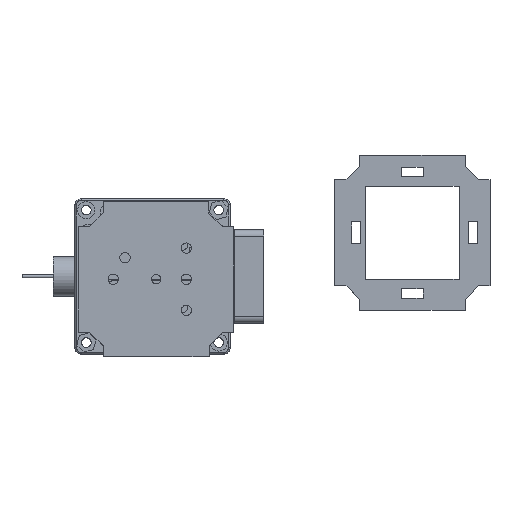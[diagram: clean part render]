
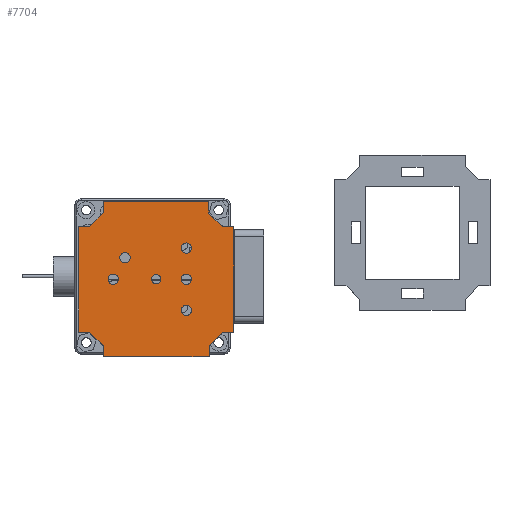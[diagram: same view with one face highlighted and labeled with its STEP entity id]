
A CAD part, top view. The second image highlights one B-rep face of the part: STEP entity #7704.
In plain terms, the highlighted planar face has unit normal (0, 0, 1).
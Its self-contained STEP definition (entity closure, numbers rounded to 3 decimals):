
#297=FACE_BOUND('',#1420,.T.);
#298=FACE_BOUND('',#1421,.T.);
#299=FACE_BOUND('',#1422,.T.);
#300=FACE_BOUND('',#1423,.T.);
#301=FACE_BOUND('',#1424,.T.);
#302=FACE_BOUND('',#1425,.T.);
#549=CIRCLE('',#8463,1.65);
#551=CIRCLE('',#8466,1.65);
#553=CIRCLE('',#8469,1.65);
#555=CIRCLE('',#8472,1.65);
#557=CIRCLE('',#8475,1.65);
#559=CIRCLE('',#8478,1.5);
#930=FACE_OUTER_BOUND('',#1419,.T.);
#1419=EDGE_LOOP('',(#6793,#6794,#6795,#6796,#6797,#6798,#6799,#6800,#6801,
#6802,#6803,#6804,#6805,#6806,#6807,#6808));
#1420=EDGE_LOOP('',(#6809));
#1421=EDGE_LOOP('',(#6810));
#1422=EDGE_LOOP('',(#6811));
#1423=EDGE_LOOP('',(#6812));
#1424=EDGE_LOOP('',(#6813));
#1425=EDGE_LOOP('',(#6814));
#2148=LINE('',#12535,#2964);
#2152=LINE('',#12542,#2968);
#2155=LINE('',#12548,#2971);
#2158=LINE('',#12556,#2974);
#2162=LINE('',#12563,#2978);
#2165=LINE('',#12569,#2981);
#2168=LINE('',#12577,#2984);
#2171=LINE('',#12583,#2987);
#2174=LINE('',#12589,#2990);
#2184=LINE('',#12634,#3000);
#2187=LINE('',#12640,#3003);
#2190=LINE('',#12646,#3006);
#2193=LINE('',#12650,#3009);
#2195=LINE('',#12653,#3011);
#2197=LINE('',#12656,#3013);
#2199=LINE('',#12659,#3015);
#2964=VECTOR('',#10351,10.);
#2968=VECTOR('',#10357,10.);
#2971=VECTOR('',#10362,10.);
#2974=VECTOR('',#10367,10.);
#2978=VECTOR('',#10373,10.);
#2981=VECTOR('',#10378,10.);
#2984=VECTOR('',#10383,10.);
#2987=VECTOR('',#10388,10.);
#2990=VECTOR('',#10393,10.);
#3000=VECTOR('',#10441,10.);
#3003=VECTOR('',#10446,10.);
#3006=VECTOR('',#10451,10.);
#3009=VECTOR('',#10456,10.);
#3011=VECTOR('',#10460,10.);
#3013=VECTOR('',#10464,10.);
#3015=VECTOR('',#10468,10.);
#3713=VERTEX_POINT('',#12532);
#3714=VERTEX_POINT('',#12534);
#3716=VERTEX_POINT('',#12540);
#3718=VERTEX_POINT('',#12546);
#3721=VERTEX_POINT('',#12553);
#3722=VERTEX_POINT('',#12555);
#3724=VERTEX_POINT('',#12561);
#3726=VERTEX_POINT('',#12567);
#3729=VERTEX_POINT('',#12574);
#3730=VERTEX_POINT('',#12576);
#3732=VERTEX_POINT('',#12582);
#3734=VERTEX_POINT('',#12588);
#3736=VERTEX_POINT('',#12594);
#3738=VERTEX_POINT('',#12600);
#3740=VERTEX_POINT('',#12606);
#3742=VERTEX_POINT('',#12612);
#3744=VERTEX_POINT('',#12618);
#3746=VERTEX_POINT('',#12624);
#3749=VERTEX_POINT('',#12631);
#3750=VERTEX_POINT('',#12633);
#3752=VERTEX_POINT('',#12639);
#3754=VERTEX_POINT('',#12645);
#4726=EDGE_CURVE('',#3714,#3713,#2148,.T.);
#4730=EDGE_CURVE('',#3713,#3716,#2152,.T.);
#4733=EDGE_CURVE('',#3716,#3718,#2155,.T.);
#4736=EDGE_CURVE('',#3722,#3721,#2158,.T.);
#4740=EDGE_CURVE('',#3721,#3724,#2162,.T.);
#4743=EDGE_CURVE('',#3724,#3726,#2165,.T.);
#4746=EDGE_CURVE('',#3730,#3729,#2168,.T.);
#4749=EDGE_CURVE('',#3732,#3730,#2171,.T.);
#4752=EDGE_CURVE('',#3734,#3732,#2174,.T.);
#4756=EDGE_CURVE('',#3736,#3736,#549,.T.);
#4759=EDGE_CURVE('',#3738,#3738,#551,.T.);
#4762=EDGE_CURVE('',#3740,#3740,#553,.T.);
#4765=EDGE_CURVE('',#3742,#3742,#555,.T.);
#4768=EDGE_CURVE('',#3744,#3744,#557,.T.);
#4771=EDGE_CURVE('',#3746,#3746,#559,.T.);
#4774=EDGE_CURVE('',#3750,#3749,#2184,.T.);
#4777=EDGE_CURVE('',#3752,#3750,#2187,.T.);
#4780=EDGE_CURVE('',#3754,#3752,#2190,.T.);
#4783=EDGE_CURVE('',#3726,#3754,#2193,.T.);
#4785=EDGE_CURVE('',#3718,#3722,#2195,.T.);
#4787=EDGE_CURVE('',#3729,#3714,#2197,.T.);
#4789=EDGE_CURVE('',#3749,#3734,#2199,.T.);
#6793=ORIENTED_EDGE('',*,*,#4789,.T.);
#6794=ORIENTED_EDGE('',*,*,#4752,.T.);
#6795=ORIENTED_EDGE('',*,*,#4749,.T.);
#6796=ORIENTED_EDGE('',*,*,#4746,.T.);
#6797=ORIENTED_EDGE('',*,*,#4787,.T.);
#6798=ORIENTED_EDGE('',*,*,#4726,.T.);
#6799=ORIENTED_EDGE('',*,*,#4730,.T.);
#6800=ORIENTED_EDGE('',*,*,#4733,.T.);
#6801=ORIENTED_EDGE('',*,*,#4785,.T.);
#6802=ORIENTED_EDGE('',*,*,#4736,.T.);
#6803=ORIENTED_EDGE('',*,*,#4740,.T.);
#6804=ORIENTED_EDGE('',*,*,#4743,.T.);
#6805=ORIENTED_EDGE('',*,*,#4783,.T.);
#6806=ORIENTED_EDGE('',*,*,#4780,.T.);
#6807=ORIENTED_EDGE('',*,*,#4777,.T.);
#6808=ORIENTED_EDGE('',*,*,#4774,.T.);
#6809=ORIENTED_EDGE('',*,*,#4756,.T.);
#6810=ORIENTED_EDGE('',*,*,#4759,.T.);
#6811=ORIENTED_EDGE('',*,*,#4762,.T.);
#6812=ORIENTED_EDGE('',*,*,#4765,.T.);
#6813=ORIENTED_EDGE('',*,*,#4768,.T.);
#6814=ORIENTED_EDGE('',*,*,#4771,.T.);
#7312=PLANE('',#8487);
#7704=ADVANCED_FACE('',(#930,#297,#298,#299,#300,#301,#302),#7312,.T.);
#8463=AXIS2_PLACEMENT_3D('',#12596,#10400,#10401);
#8466=AXIS2_PLACEMENT_3D('',#12602,#10407,#10408);
#8469=AXIS2_PLACEMENT_3D('',#12608,#10414,#10415);
#8472=AXIS2_PLACEMENT_3D('',#12614,#10421,#10422);
#8475=AXIS2_PLACEMENT_3D('',#12620,#10428,#10429);
#8478=AXIS2_PLACEMENT_3D('',#12626,#10435,#10436);
#8487=AXIS2_PLACEMENT_3D('',#12661,#10471,#10472);
#10351=DIRECTION('',(1.,0.,0.));
#10357=DIRECTION('',(0.707,-0.707,0.));
#10362=DIRECTION('',(0.,-1.,0.));
#10367=DIRECTION('',(0.,1.,0.));
#10373=DIRECTION('',(0.707,0.707,0.));
#10378=DIRECTION('',(1.,0.,0.));
#10383=DIRECTION('',(-1.,0.,0.));
#10388=DIRECTION('',(-0.707,-0.707,0.));
#10393=DIRECTION('',(0.,-1.,0.));
#10400=DIRECTION('center_axis',(0.,0.,-1.));
#10401=DIRECTION('ref_axis',(-1.,0.,0.));
#10407=DIRECTION('center_axis',(0.,0.,-1.));
#10408=DIRECTION('ref_axis',(-1.,0.,0.));
#10414=DIRECTION('center_axis',(0.,0.,-1.));
#10415=DIRECTION('ref_axis',(-1.,0.,0.));
#10421=DIRECTION('center_axis',(0.,0.,-1.));
#10422=DIRECTION('ref_axis',(-1.,0.,0.));
#10428=DIRECTION('center_axis',(0.,0.,-1.));
#10429=DIRECTION('ref_axis',(-1.,0.,0.));
#10435=DIRECTION('center_axis',(0.,0.,-1.));
#10436=DIRECTION('ref_axis',(-1.,0.,0.));
#10441=DIRECTION('',(0.,1.,0.));
#10446=DIRECTION('',(-0.707,0.707,0.));
#10451=DIRECTION('',(-1.,0.,0.));
#10456=DIRECTION('',(0.,1.,0.));
#10460=DIRECTION('',(1.,0.,0.));
#10464=DIRECTION('',(0.,-1.,0.));
#10468=DIRECTION('',(-1.,0.,0.));
#10471=DIRECTION('center_axis',(0.,0.,1.));
#10472=DIRECTION('ref_axis',(1.,0.,0.));
#12532=CARTESIAN_POINT('',(-21.324,-17.001,1.));
#12534=CARTESIAN_POINT('',(-24.9,-17.001,1.));
#12535=CARTESIAN_POINT('',(-25.1,-17.001,1.));
#12540=CARTESIAN_POINT('',(-17.001,-21.324,1.));
#12542=CARTESIAN_POINT('',(-21.324,-17.001,1.));
#12546=CARTESIAN_POINT('',(-17.001,-24.9,1.));
#12548=CARTESIAN_POINT('',(-17.001,-21.324,1.));
#12553=CARTESIAN_POINT('',(17.001,-21.324,1.));
#12555=CARTESIAN_POINT('',(17.001,-24.9,1.));
#12556=CARTESIAN_POINT('',(17.001,-25.1,1.));
#12561=CARTESIAN_POINT('',(21.324,-17.001,1.));
#12563=CARTESIAN_POINT('',(17.001,-21.324,1.));
#12567=CARTESIAN_POINT('',(24.9,-17.001,1.));
#12569=CARTESIAN_POINT('',(21.324,-17.001,1.));
#12574=CARTESIAN_POINT('',(-24.9,17.001,1.));
#12576=CARTESIAN_POINT('',(-21.324,17.001,1.));
#12577=CARTESIAN_POINT('',(-21.324,17.001,1.));
#12582=CARTESIAN_POINT('',(-17.001,21.324,1.));
#12583=CARTESIAN_POINT('',(-17.001,21.324,1.));
#12588=CARTESIAN_POINT('',(-17.001,24.9,1.));
#12589=CARTESIAN_POINT('',(-17.001,25.1,1.));
#12594=CARTESIAN_POINT('',(11.35,10.,1.));
#12596=CARTESIAN_POINT('Origin',(9.7,10.,1.));
#12600=CARTESIAN_POINT('',(11.35,-10.,1.));
#12602=CARTESIAN_POINT('Origin',(9.7,-10.,1.));
#12606=CARTESIAN_POINT('',(-12.15,0.,1.));
#12608=CARTESIAN_POINT('Origin',(-13.8,0.,1.));
#12612=CARTESIAN_POINT('',(-8.35,6.9,1.));
#12614=CARTESIAN_POINT('Origin',(-10.,6.9,1.));
#12618=CARTESIAN_POINT('',(11.35,0.,1.));
#12620=CARTESIAN_POINT('Origin',(9.7,0.,
1.));
#12624=CARTESIAN_POINT('',(1.5,0.,1.));
#12626=CARTESIAN_POINT('Origin',(0.,0.,1.));
#12631=CARTESIAN_POINT('',(16.801,24.9,1.));
#12633=CARTESIAN_POINT('',(16.801,21.241,1.));
#12634=CARTESIAN_POINT('',(16.801,24.9,1.));
#12639=CARTESIAN_POINT('',(21.241,16.801,1.));
#12640=CARTESIAN_POINT('',(19.021,19.021,1.));
#12645=CARTESIAN_POINT('',(24.9,16.801,1.));
#12646=CARTESIAN_POINT('',(21.241,16.801,1.));
#12650=CARTESIAN_POINT('',(24.9,-17.001,1.));
#12653=CARTESIAN_POINT('',(-17.001,-24.9,1.));
#12656=CARTESIAN_POINT('',(-24.9,17.001,1.));
#12659=CARTESIAN_POINT('',(0.,24.9,1.));
#12661=CARTESIAN_POINT('Origin',(0.,0.,1.));
